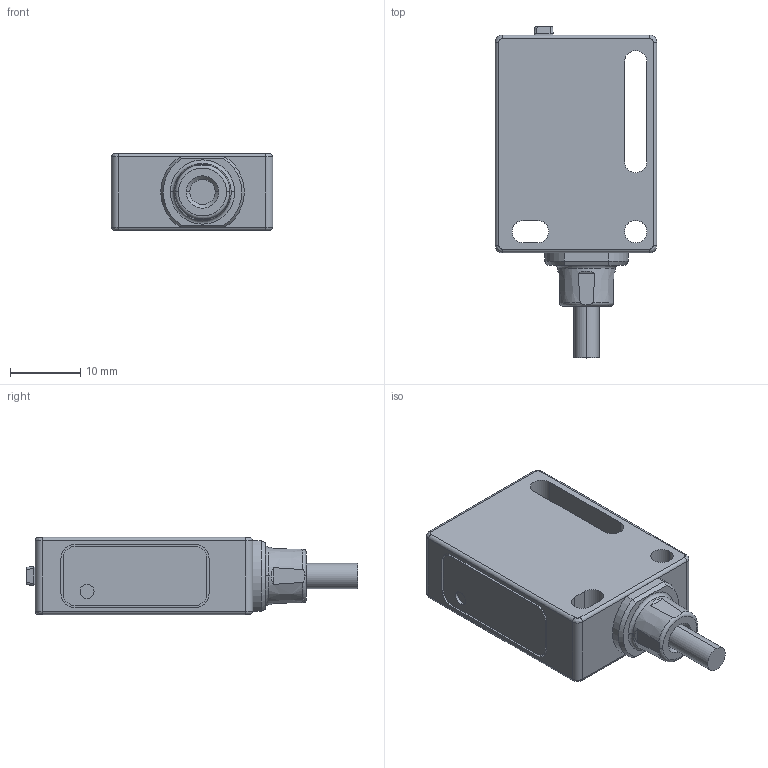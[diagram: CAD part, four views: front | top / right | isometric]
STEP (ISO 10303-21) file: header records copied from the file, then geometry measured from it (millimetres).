
FILE_DESCRIPTION((''),'2;1');
FILE_NAME('ASM0001_ASM','2012-02-23T',('dhelisch'),(''),'PRO/ENGINEER BY PARAMETRIC TECHNOLOGY CORPORATION, 2007250','PRO/ENGINEER BY PARAMETRIC TECHNOLOGY CORPORATION, 2007250','');
FILE_SCHEMA(('CONFIG_CONTROL_DESIGN'));
Length unit declared in the file: millimetre
Products named in the file (3): HAUPT; STECKER; ASM0001_ASM
Assembly tree (2 placements, depth 2):
  ASM0001_ASM
    HAUPT
    STECKER
Bounding box: 23 x 47.3 x 11 mm (x, y, z)
Volume: 6984.6 mm3; surface area: 3641.8 mm2
Topology: 1 solids, 2 shells, 109 faces, 297 edges, 214 vertices
Faces by surface type: plane 51, cylinder 40, bspline 8, cone 6, torus 4
Entity records: 4586 total; most frequent: CARTESIAN_POINT 1014, DIRECTION 599, ORIENTED_EDGE 564, EDGE_CURVE 282, AXIS2_PLACEMENT_3D 224, VERTEX_POINT 184, VECTOR 151, LINE 151
